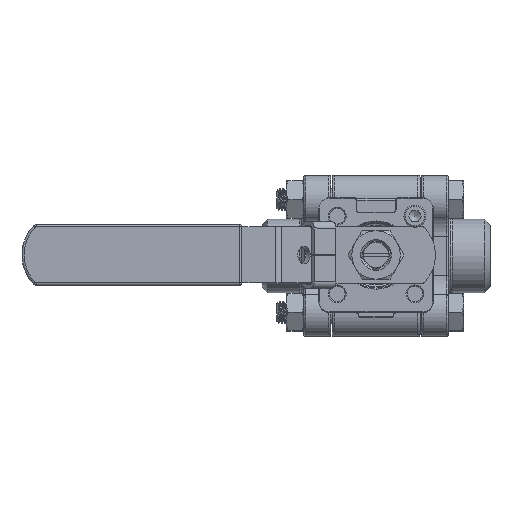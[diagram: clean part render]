
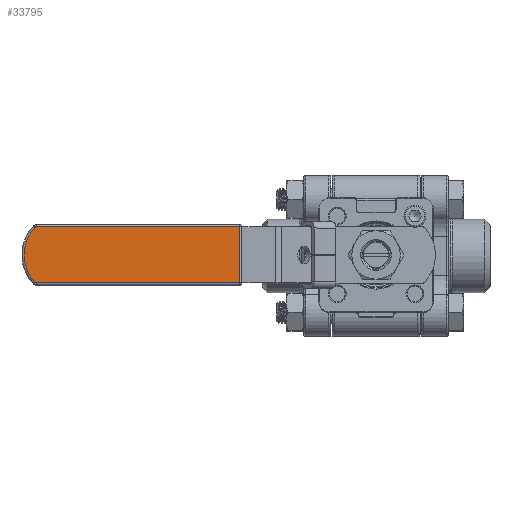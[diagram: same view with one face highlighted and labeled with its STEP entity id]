
A CAD part, top view. The second image highlights one B-rep face of the part: STEP entity #33795.
In plain terms, the highlighted planar face has unit normal (0, 0, 1).
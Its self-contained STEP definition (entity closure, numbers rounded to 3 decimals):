
#406=PLANE('',#37181);
#3623=CIRCLE('',#37182,1.);
#3624=CIRCLE('',#37183,18.);
#3625=CIRCLE('',#37184,1.);
#5509=FACE_OUTER_BOUND('',#7510,.T.);
#7510=EDGE_LOOP('',(#29179,#29180,#29181,#29182,#29183,#29184));
#9971=LINE('',#121271,#11608);
#9972=LINE('',#121273,#11609);
#9973=LINE('',#121275,#11610);
#11608=VECTOR('',#45532,1000.);
#11609=VECTOR('',#45533,1000.);
#11610=VECTOR('',#45534,1000.);
#14642=VERTEX_POINT('',#121269);
#14643=VERTEX_POINT('',#121270);
#14644=VERTEX_POINT('',#121272);
#14645=VERTEX_POINT('',#121274);
#14646=VERTEX_POINT('',#121276);
#14647=VERTEX_POINT('',#121278);
#19507=EDGE_CURVE('',#14642,#14643,#9971,.T.);
#19508=EDGE_CURVE('',#14643,#14644,#9972,.T.);
#19509=EDGE_CURVE('',#14644,#14645,#9973,.T.);
#19510=EDGE_CURVE('',#14645,#14646,#3623,.T.);
#19511=EDGE_CURVE('',#14646,#14647,#3624,.T.);
#19512=EDGE_CURVE('',#14647,#14642,#3625,.T.);
#29179=ORIENTED_EDGE('',*,*,#19507,.T.);
#29180=ORIENTED_EDGE('',*,*,#19508,.T.);
#29181=ORIENTED_EDGE('',*,*,#19509,.T.);
#29182=ORIENTED_EDGE('',*,*,#19510,.T.);
#29183=ORIENTED_EDGE('',*,*,#19511,.T.);
#29184=ORIENTED_EDGE('',*,*,#19512,.T.);
#33795=ADVANCED_FACE('',(#5509),#406,.T.);
#37181=AXIS2_PLACEMENT_3D('',#121268,#45530,#45531);
#37182=AXIS2_PLACEMENT_3D('',#121277,#45535,#45536);
#37183=AXIS2_PLACEMENT_3D('',#121279,#45537,#45538);
#37184=AXIS2_PLACEMENT_3D('',#121280,#45539,#45540);
#45530=DIRECTION('center_axis',(0.,0.,
1.));
#45531=DIRECTION('ref_axis',(1.,0.,0.));
#45532=DIRECTION('',(1.,0.,0.));
#45533=DIRECTION('',(0.,1.,0.));
#45534=DIRECTION('',(-1.,0.,0.));
#45535=DIRECTION('center_axis',(0.,0.,
1.));
#45536=DIRECTION('ref_axis',(1.,0.,0.));
#45537=DIRECTION('center_axis',(0.,0.,
1.));
#45538=DIRECTION('ref_axis',(1.,0.,0.));
#45539=DIRECTION('center_axis',(0.,0.,
1.));
#45540=DIRECTION('ref_axis',(1.,0.,0.));
#121268=CARTESIAN_POINT('Origin',(-400.433,174.283,72.));
#121269=CARTESIAN_POINT('',(-492.718,174.283,72.));
#121270=CARTESIAN_POINT('',(-400.433,174.283,72.));
#121271=CARTESIAN_POINT('',(-400.433,174.283,72.));
#121272=CARTESIAN_POINT('',(-400.433,199.783,72.));
#121273=CARTESIAN_POINT('',(-400.433,174.283,72.));
#121274=CARTESIAN_POINT('',(-492.718,199.783,72.));
#121275=CARTESIAN_POINT('',(-400.433,199.783,72.));
#121276=CARTESIAN_POINT('',(-493.441,199.474,72.));
#121277=CARTESIAN_POINT('Origin',(-492.718,198.783,72.));
#121278=CARTESIAN_POINT('',(-493.441,174.591,72.));
#121279=CARTESIAN_POINT('Origin',(-480.433,187.033,72.));
#121280=CARTESIAN_POINT('Origin',(-492.718,175.283,72.));
